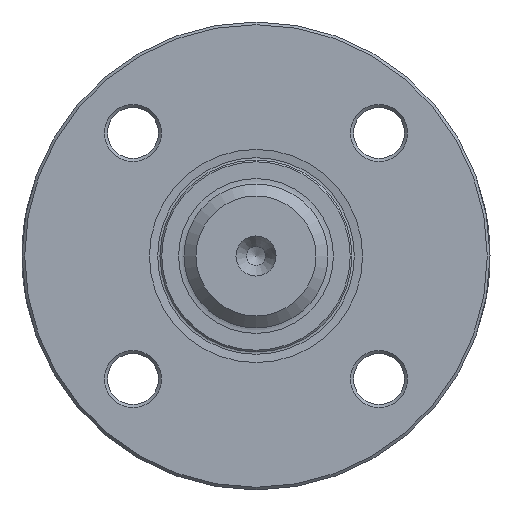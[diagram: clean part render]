
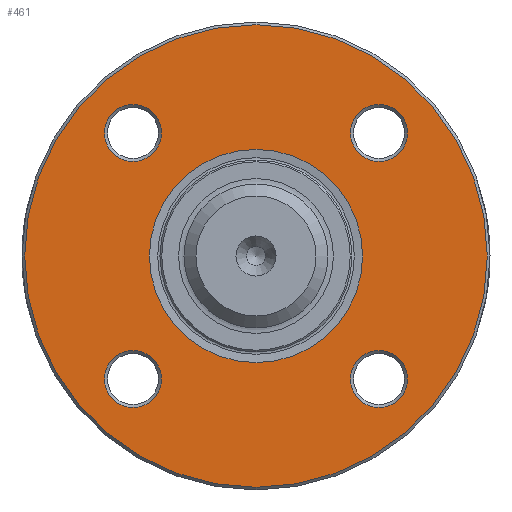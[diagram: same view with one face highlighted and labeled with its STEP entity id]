
A CAD part, left-side view. The second image highlights one B-rep face of the part: STEP entity #461.
In plain terms, the highlighted planar face has unit normal (-1, 0, 0).
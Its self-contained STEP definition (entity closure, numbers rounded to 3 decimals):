
#13 = CARTESIAN_POINT ( 'NONE',  ( -30., 20.506, 20.506 ) ) ;
#55 = DIRECTION ( 'NONE',  ( 0., 0., 1. ) ) ;
#66 = CIRCLE ( 'NONE', #1326, 4.75 ) ;
#80 = FACE_BOUND ( 'NONE', #612, .T. ) ;
#81 = FACE_BOUND ( 'NONE', #771, .T. ) ;
#94 = DIRECTION ( 'NONE',  ( 1., 0., 0. ) ) ;
#104 = AXIS2_PLACEMENT_3D ( 'NONE', #724, #719, #717 ) ;
#105 = DIRECTION ( 'NONE',  ( 1., 0., 0. ) ) ;
#114 = DIRECTION ( 'NONE',  ( 1., 0., 0. ) ) ;
#122 = CIRCLE ( 'NONE', #932, 4.75 ) ;
#173 = DIRECTION ( 'NONE',  ( 1., 0., 0. ) ) ;
#204 = FACE_OUTER_BOUND ( 'NONE', #1469, .T. ) ;
#207 = FACE_BOUND ( 'NONE', #1486, .T. ) ;
#220 = CARTESIAN_POINT ( 'NONE',  ( -30., 20.506, 25.256 ) ) ;
#221 = ORIENTED_EDGE ( 'NONE', *, *, #1425, .T. ) ;
#243 = FACE_BOUND ( 'NONE', #1208, .T. ) ;
#281 = ORIENTED_EDGE ( 'NONE', *, *, #408, .T. ) ;
#307 = DIRECTION ( 'NONE',  ( 0., 0., -1. ) ) ;
#322 = DIRECTION ( 'NONE',  ( 0., 0., 1. ) ) ;
#333 = AXIS2_PLACEMENT_3D ( 'NONE', #1512, #105, #307 ) ;
#348 = VERTEX_POINT ( 'NONE', #430 ) ;
#356 = CARTESIAN_POINT ( 'NONE',  ( -30., 0., 0. ) ) ;
#375 = CIRCLE ( 'NONE', #1256, 38.55 ) ;
#408 = EDGE_CURVE ( 'NONE', #1186, #1186, #122, .T. ) ;
#418 = VERTEX_POINT ( 'NONE', #869 ) ;
#421 = AXIS2_PLACEMENT_3D ( 'NONE', #1252, #1174, #1278 ) ;
#430 = CARTESIAN_POINT ( 'NONE',  ( -30., 0., 38.55 ) ) ;
#461 = ADVANCED_FACE ( 'NONE', ( #80, #81, #243, #1198, #204, #207 ), #1204, .T. ) ;
#468 = DIRECTION ( 'NONE',  ( 0., 0., 1. ) ) ;
#508 = EDGE_LOOP ( 'NONE', ( #966 ) ) ;
#514 = CARTESIAN_POINT ( 'NONE',  ( -30., 0., -17.765 ) ) ;
#574 = DIRECTION ( 'NONE',  ( 0., 0., 1. ) ) ;
#587 = VERTEX_POINT ( 'NONE', #1107 ) ;
#601 = ORIENTED_EDGE ( 'NONE', *, *, #1031, .T. ) ;
#612 = EDGE_LOOP ( 'NONE', ( #601 ) ) ;
#637 = EDGE_CURVE ( 'NONE', #823, #823, #782, .T. ) ;
#717 = DIRECTION ( 'NONE',  ( 0., 0., 1. ) ) ;
#719 = DIRECTION ( 'NONE',  ( 1., 0., 0. ) ) ;
#724 = CARTESIAN_POINT ( 'NONE',  ( -30., -20.506, 20.506 ) ) ;
#771 = EDGE_LOOP ( 'NONE', ( #1078 ) ) ;
#778 = CARTESIAN_POINT ( 'NONE',  ( -30., 20.506, -20.506 ) ) ;
#782 = CIRCLE ( 'NONE', #104, 4.75 ) ;
#787 = EDGE_CURVE ( 'NONE', #1260, #1260, #1264, .T. ) ;
#823 = VERTEX_POINT ( 'NONE', #877 ) ;
#869 = CARTESIAN_POINT ( 'NONE',  ( -30., -20.506, -15.756 ) ) ;
#877 = CARTESIAN_POINT ( 'NONE',  ( -30., -20.506, 25.256 ) ) ;
#928 = ORIENTED_EDGE ( 'NONE', *, *, #787, .T. ) ;
#932 = AXIS2_PLACEMENT_3D ( 'NONE', #13, #114, #55 ) ;
#966 = ORIENTED_EDGE ( 'NONE', *, *, #637, .T. ) ;
#1031 = EDGE_CURVE ( 'NONE', #418, #418, #66, .T. ) ;
#1078 = ORIENTED_EDGE ( 'NONE', *, *, #1397, .T. ) ;
#1091 = CARTESIAN_POINT ( 'NONE',  ( -30., -20.506, -20.506 ) ) ;
#1107 = CARTESIAN_POINT ( 'NONE',  ( -30., 20.506, -15.756 ) ) ;
#1149 = DIRECTION ( 'NONE',  ( -1., 0., 0. ) ) ;
#1174 = DIRECTION ( 'NONE',  ( -1., 0., 0. ) ) ;
#1186 = VERTEX_POINT ( 'NONE', #220 ) ;
#1198 = FACE_BOUND ( 'NONE', #508, .T. ) ;
#1204 = PLANE ( 'NONE',  #421 ) ;
#1208 = EDGE_LOOP ( 'NONE', ( #281 ) ) ;
#1252 = CARTESIAN_POINT ( 'NONE',  ( -30., 39.05, 0. ) ) ;
#1256 = AXIS2_PLACEMENT_3D ( 'NONE', #356, #1149, #468 ) ;
#1260 = VERTEX_POINT ( 'NONE', #514 ) ;
#1264 = CIRCLE ( 'NONE', #333, 17.765 ) ;
#1278 = DIRECTION ( 'NONE',  ( 0., 0., 1. ) ) ;
#1326 = AXIS2_PLACEMENT_3D ( 'NONE', #1091, #173, #322 ) ;
#1397 = EDGE_CURVE ( 'NONE', #587, #587, #1439, .T. ) ;
#1425 = EDGE_CURVE ( 'NONE', #348, #348, #375, .T. ) ;
#1427 = AXIS2_PLACEMENT_3D ( 'NONE', #778, #94, #574 ) ;
#1439 = CIRCLE ( 'NONE', #1427, 4.75 ) ;
#1469 = EDGE_LOOP ( 'NONE', ( #221 ) ) ;
#1486 = EDGE_LOOP ( 'NONE', ( #928 ) ) ;
#1512 = CARTESIAN_POINT ( 'NONE',  ( -30., 0., 0. ) ) ;
